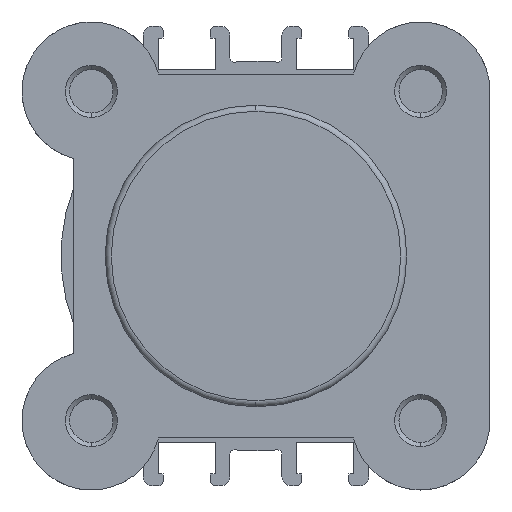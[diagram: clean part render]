
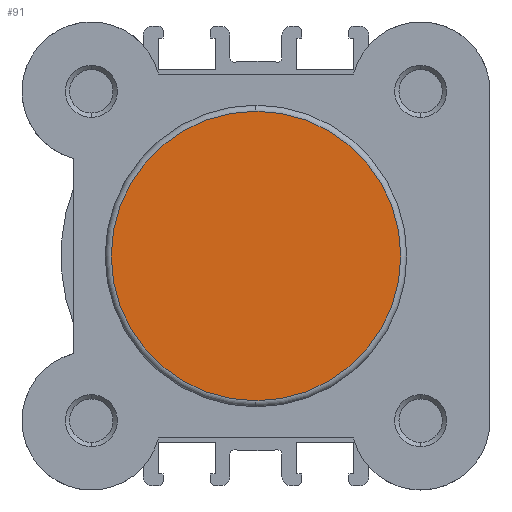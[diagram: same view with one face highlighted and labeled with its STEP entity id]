
A CAD part, left-side view. The second image highlights one B-rep face of the part: STEP entity #91.
In plain terms, the highlighted planar face has unit normal (-1, 0, 0).
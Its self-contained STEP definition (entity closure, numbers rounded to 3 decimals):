
#91 = ADVANCED_FACE ( 'NONE', ( #1991 ), #7151, .T. ) ;
#511 = EDGE_CURVE ( 'NONE', #6755, #6754, #2293, .T. ) ;
#812 = EDGE_CURVE ( 'NONE', #6754, #6755, #4047, .T. ) ;
#1081 = AXIS2_PLACEMENT_3D ( 'NONE', #7166, #7173, #7174 ) ;
#1238 = AXIS2_PLACEMENT_3D ( 'NONE', #3163, #3164, #3165 ) ;
#1528 = ORIENTED_EDGE ( 'NONE', *, *, #812, .T. ) ;
#1529 = ORIENTED_EDGE ( 'NONE', *, *, #511, .T. ) ;
#1806 = EDGE_LOOP ( 'NONE', ( #1529, #1528 ) ) ;
#1991 = FACE_OUTER_BOUND ( 'NONE', #1806, .T. ) ;
#2293 = CIRCLE ( 'NONE', #1238, 16.7 ) ;
#3163 = CARTESIAN_POINT ( 'NONE',  ( 0., 0., 0. ) ) ;
#3164 = DIRECTION ( 'NONE',  ( -1., 0., 0. ) ) ;
#3165 = DIRECTION ( 'NONE',  ( 0., 0., 1. ) ) ;
#4047 = CIRCLE ( 'NONE', #5866, 16.7 ) ;
#4753 = CARTESIAN_POINT ( 'NONE',  ( 0., 0., 0. ) ) ;
#4755 = DIRECTION ( 'NONE',  ( -1., 0., 0. ) ) ;
#4756 = DIRECTION ( 'NONE',  ( 0., 0., 1. ) ) ;
#5720 = CARTESIAN_POINT ( 'NONE',  ( 0., 0., -16.7 ) ) ;
#5721 = CARTESIAN_POINT ( 'NONE',  ( 0., 0., 16.7 ) ) ;
#5866 = AXIS2_PLACEMENT_3D ( 'NONE', #4753, #4755, #4756 ) ;
#6754 = VERTEX_POINT ( 'NONE', #5720 ) ;
#6755 = VERTEX_POINT ( 'NONE', #5721 ) ;
#7151 = PLANE ( 'NONE',  #1081 ) ;
#7166 = CARTESIAN_POINT ( 'NONE',  ( 0., -17.4, 0. ) ) ;
#7173 = DIRECTION ( 'NONE',  ( -1., 0., 0. ) ) ;
#7174 = DIRECTION ( 'NONE',  ( 0., 0., 1. ) ) ;
